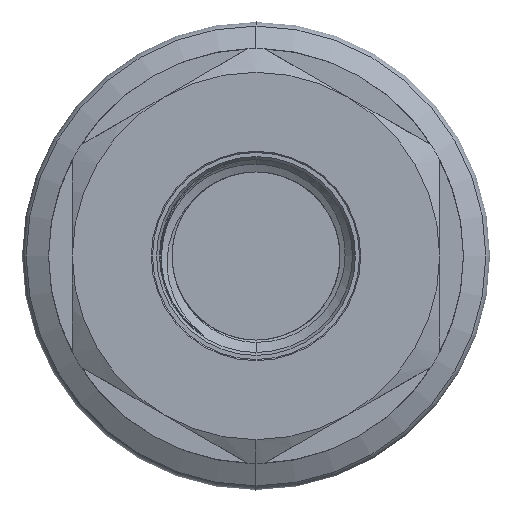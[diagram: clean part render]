
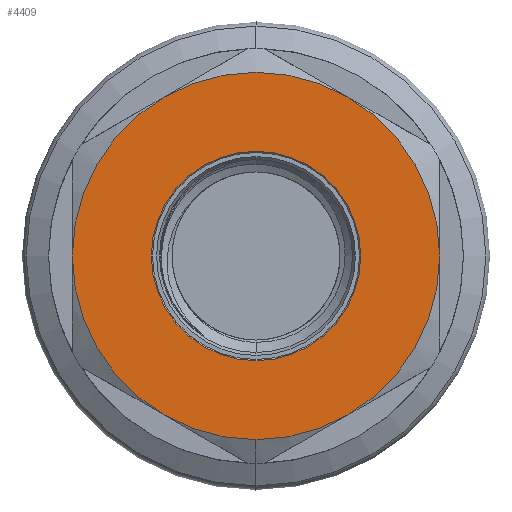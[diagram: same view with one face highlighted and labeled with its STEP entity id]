
A CAD part, left-side view. The second image highlights one B-rep face of the part: STEP entity #4409.
In plain terms, the highlighted planar face has unit normal (-1, 0, 0).
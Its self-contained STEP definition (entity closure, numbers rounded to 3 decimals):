
#2559 = EDGE_CURVE ( 'NONE', #11148, #11170, #13070, .T. ) ;
#2565 = EDGE_CURVE ( 'NONE', #11155, #11165, #13077, .T. ) ;
#2754 = EDGE_CURVE ( 'NONE', #11165, #11155, #13275, .T. ) ;
#2755 = EDGE_CURVE ( 'NONE', #11202, #11148, #13276, .T. ) ;
#2756 = EDGE_CURVE ( 'NONE', #11200, #11202, #13271, .T. ) ;
#2757 = EDGE_CURVE ( 'NONE', #11236, #11200, #13277, .T. ) ;
#2758 = EDGE_CURVE ( 'NONE', #11074, #11236, #13278, .T. ) ;
#2759 = EDGE_CURVE ( 'NONE', #11199, #11074, #13279, .T. ) ;
#2760 = EDGE_CURVE ( 'NONE', #11170, #11199, #13280, .T. ) ;
#3210 = CARTESIAN_POINT ( 'NONE',  ( 0., 15.85, 0. ) ) ;
#3284 = CARTESIAN_POINT ( 'NONE',  ( 0., -7.925, -13.727 ) ) ;
#3291 = CARTESIAN_POINT ( 'NONE',  ( 0., 0., -9.03 ) ) ;
#3301 = CARTESIAN_POINT ( 'NONE',  ( 0., 0., 9.03 ) ) ;
#3306 = CARTESIAN_POINT ( 'NONE',  ( 0., 0., -15.85 ) ) ;
#3335 = CARTESIAN_POINT ( 'NONE',  ( 0., 7.925, -13.727 ) ) ;
#3336 = CARTESIAN_POINT ( 'NONE',  ( 0., -7.925, 13.727 ) ) ;
#3338 = CARTESIAN_POINT ( 'NONE',  ( 0., -15.85, 0. ) ) ;
#3372 = CARTESIAN_POINT ( 'NONE',  ( 0., 7.925, 13.727 ) ) ;
#4409 = ADVANCED_FACE ( 'NONE', ( #13347, #13350 ), #7531, .F. ) ;
#6653 = EDGE_LOOP ( 'NONE', ( #9688, #9690, #9692, #9694, #9695, #9696, #9698 ) ) ;
#6708 = EDGE_LOOP ( 'NONE', ( #9700, #9702 ) ) ;
#7176 = CARTESIAN_POINT ( 'NONE',  ( 0., 0., 0. ) ) ;
#7177 = DIRECTION ( 'NONE',  ( -1., 0., 0. ) ) ;
#7178 = DIRECTION ( 'NONE',  ( 0., 0., 1. ) ) ;
#7179 = CARTESIAN_POINT ( 'NONE',  ( 0., 0., 0. ) ) ;
#7180 = DIRECTION ( 'NONE',  ( 1., 0., 0. ) ) ;
#7181 = DIRECTION ( 'NONE',  ( 0., 0., -1. ) ) ;
#7182 = CARTESIAN_POINT ( 'NONE',  ( 0., 0., 0. ) ) ;
#7183 = DIRECTION ( 'NONE',  ( 1., 0., 0. ) ) ;
#7184 = DIRECTION ( 'NONE',  ( 0., 0., -1. ) ) ;
#7185 = CARTESIAN_POINT ( 'NONE',  ( 0., 0., 0. ) ) ;
#7186 = DIRECTION ( 'NONE',  ( 1., 0., 0. ) ) ;
#7187 = DIRECTION ( 'NONE',  ( 0., 0., -1. ) ) ;
#7188 = CARTESIAN_POINT ( 'NONE',  ( 0., 0., 0. ) ) ;
#7189 = DIRECTION ( 'NONE',  ( 1., 0., 0. ) ) ;
#7190 = DIRECTION ( 'NONE',  ( 0., 0., -1. ) ) ;
#7191 = CARTESIAN_POINT ( 'NONE',  ( 0., 0., 0. ) ) ;
#7192 = DIRECTION ( 'NONE',  ( 1., 0., 0. ) ) ;
#7193 = DIRECTION ( 'NONE',  ( 0., 0., -1. ) ) ;
#7196 = CARTESIAN_POINT ( 'NONE',  ( 0., 0., 0. ) ) ;
#7197 = DIRECTION ( 'NONE',  ( 1., 0., 0. ) ) ;
#7198 = DIRECTION ( 'NONE',  ( 0., 0., -1. ) ) ;
#7525 = CARTESIAN_POINT ( 'NONE',  ( 0., 0., 0. ) ) ;
#7531 = PLANE ( 'NONE',  #10612 ) ;
#7533 = DIRECTION ( 'NONE',  ( 1., 0., 0. ) ) ;
#7534 = DIRECTION ( 'NONE',  ( 0., 0., -1. ) ) ;
#9688 = ORIENTED_EDGE ( 'NONE', *, *, #2559, .F. ) ;
#9690 = ORIENTED_EDGE ( 'NONE', *, *, #2755, .F. ) ;
#9692 = ORIENTED_EDGE ( 'NONE', *, *, #2756, .F. ) ;
#9694 = ORIENTED_EDGE ( 'NONE', *, *, #2757, .F. ) ;
#9695 = ORIENTED_EDGE ( 'NONE', *, *, #2758, .F. ) ;
#9696 = ORIENTED_EDGE ( 'NONE', *, *, #2759, .F. ) ;
#9698 = ORIENTED_EDGE ( 'NONE', *, *, #2760, .F. ) ;
#9700 = ORIENTED_EDGE ( 'NONE', *, *, #2754, .F. ) ;
#9702 = ORIENTED_EDGE ( 'NONE', *, *, #2565, .F. ) ;
#10490 = AXIS2_PLACEMENT_3D ( 'NONE', #12792, #12793, #12794 ) ;
#10493 = AXIS2_PLACEMENT_3D ( 'NONE', #12813, #12814, #12815 ) ;
#10572 = AXIS2_PLACEMENT_3D ( 'NONE', #7176, #7177, #7178 ) ;
#10573 = AXIS2_PLACEMENT_3D ( 'NONE', #7179, #7180, #7181 ) ;
#10574 = AXIS2_PLACEMENT_3D ( 'NONE', #7182, #7183, #7184 ) ;
#10575 = AXIS2_PLACEMENT_3D ( 'NONE', #7185, #7186, #7187 ) ;
#10576 = AXIS2_PLACEMENT_3D ( 'NONE', #7188, #7189, #7190 ) ;
#10577 = AXIS2_PLACEMENT_3D ( 'NONE', #7191, #7192, #7193 ) ;
#10578 = AXIS2_PLACEMENT_3D ( 'NONE', #7196, #7197, #7198 ) ;
#10612 = AXIS2_PLACEMENT_3D ( 'NONE', #7525, #7533, #7534 ) ;
#11074 = VERTEX_POINT ( 'NONE', #3210 ) ;
#11148 = VERTEX_POINT ( 'NONE', #3284 ) ;
#11155 = VERTEX_POINT ( 'NONE', #3291 ) ;
#11165 = VERTEX_POINT ( 'NONE', #3301 ) ;
#11170 = VERTEX_POINT ( 'NONE', #3306 ) ;
#11199 = VERTEX_POINT ( 'NONE', #3335 ) ;
#11200 = VERTEX_POINT ( 'NONE', #3336 ) ;
#11202 = VERTEX_POINT ( 'NONE', #3338 ) ;
#11236 = VERTEX_POINT ( 'NONE', #3372 ) ;
#12792 = CARTESIAN_POINT ( 'NONE',  ( 0., 0., 0. ) ) ;
#12793 = DIRECTION ( 'NONE',  ( 1., 0., 0. ) ) ;
#12794 = DIRECTION ( 'NONE',  ( 0., 0., -1. ) ) ;
#12813 = CARTESIAN_POINT ( 'NONE',  ( 0., 0., 0. ) ) ;
#12814 = DIRECTION ( 'NONE',  ( -1., 0., 0. ) ) ;
#12815 = DIRECTION ( 'NONE',  ( 0., 0., 1. ) ) ;
#13070 = CIRCLE ( 'NONE', #10490, 15.85 ) ;
#13077 = CIRCLE ( 'NONE', #10493, 9.03 ) ;
#13271 = CIRCLE ( 'NONE', #10574, 15.85 ) ;
#13275 = CIRCLE ( 'NONE', #10572, 9.03 ) ;
#13276 = CIRCLE ( 'NONE', #10573, 15.85 ) ;
#13277 = CIRCLE ( 'NONE', #10575, 15.85 ) ;
#13278 = CIRCLE ( 'NONE', #10576, 15.85 ) ;
#13279 = CIRCLE ( 'NONE', #10577, 15.85 ) ;
#13280 = CIRCLE ( 'NONE', #10578, 15.85 ) ;
#13347 = FACE_OUTER_BOUND ( 'NONE', #6653, .T. ) ;
#13350 = FACE_BOUND ( 'NONE', #6708, .T. ) ;
